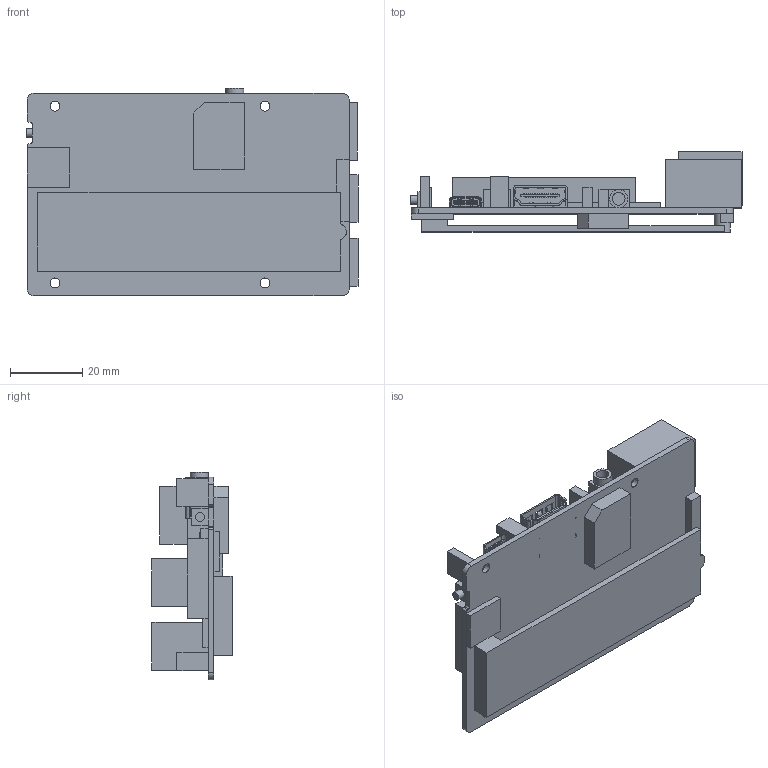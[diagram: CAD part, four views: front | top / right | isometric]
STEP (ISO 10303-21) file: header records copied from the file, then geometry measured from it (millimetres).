
FILE_DESCRIPTION(/* description */ ('STEP AP242','CAx-IF Rec.Pracs.---Representation and Presentation of Product Manufacturing Information (PMI)---4.0---2014-10-13','CAx-IF Rec.Pracs.---3D Tessellated Geometry---0.4---2014-09-14','2;1'),/* implementation_level */ '2;1');
FILE_NAME(/* name */ '66b3bf67db5f27458e30f3a5',/* time_stamp */ '2024-08-07T18:39:37Z',/* author */ (''),/* organization */ (''),/* preprocessor_version */ 'ST-DEVELOPER v20',/* originating_system */ ' ',/* authorisation */ ' ');
FILE_SCHEMA (('AP242_MANAGED_MODEL_BASED_3D_ENGINEERING_MIM_LF { 1 0 10303 442 1 1 4 }'));
Length unit declared in the file: metre
Products named in the file (24): ???????? ?????; Part 2; Part 3; Part 4; Part 5; Part 6; Part 7; Part 8; Part 9; Part 10; Part 11; Part 12; Part 13; Part 14; Part 15; Part 16; Part 17; hdmi; TYPE-C-TYPEC_16PIN0001; Part 20; Part 21; Part 22; Part 23; Part 24
Bounding box: 91.7 x 22.1 x 57.4 mm (x, y, z)
Volume: 29699.2 mm3; surface area: 26981.5 mm2
Topology: 24 solids, 24 shells, 1172 faces, 3201 edges, 2103 vertices
Faces by surface type: plane 900, cylinder 266, torus 6
Full cylindrical faces by diameter (mm): 0.4 x6, 0.5 x2, 1.8 x2, 2.4 x1, 2.7 x4, 3.5 x1, 4.5 x1, 5 x1
Entity records: 38313 total; most frequent: CARTESIAN_POINT 6482, ORIENTED_EDGE 6340, DIRECTION 6116, EDGE_CURVE 3170, LINE 2600, VECTOR 2600, VERTEX_POINT 2092, AXIS2_PLACEMENT_3D 1758
